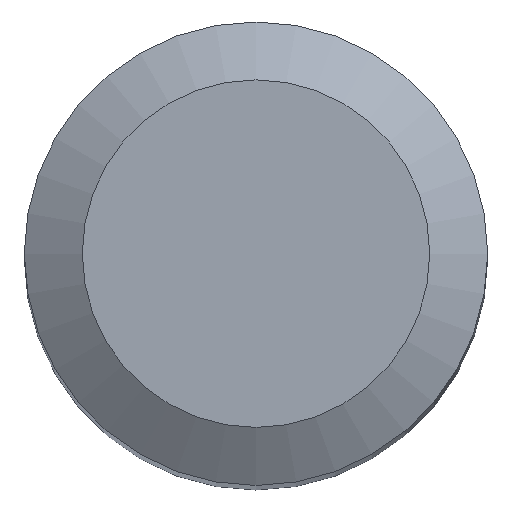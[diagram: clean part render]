
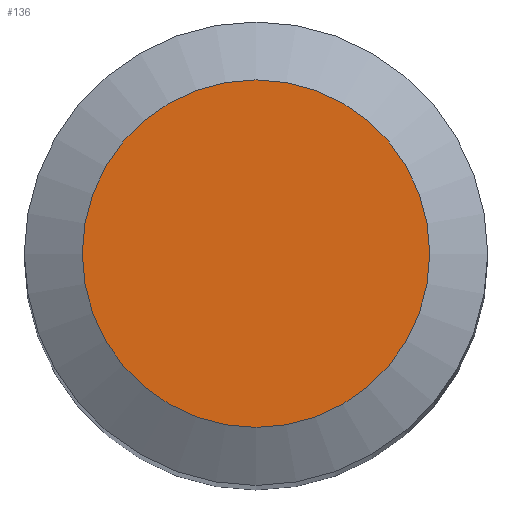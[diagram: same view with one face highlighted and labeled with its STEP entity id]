
A CAD part, top view. The second image highlights one B-rep face of the part: STEP entity #136.
In plain terms, the highlighted planar face has unit normal (0, 0, 1).
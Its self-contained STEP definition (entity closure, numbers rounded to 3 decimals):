
#136=ADVANCED_FACE('',(#191),#175,.T.);
#175=PLANE('',#808);
#191=FACE_OUTER_BOUND('',#220,.T.);
#220=EDGE_LOOP('',(#363));
#363=ORIENTED_EDGE('',*,*,#649,.T.);
#569=VERTEX_POINT('',#1116);
#649=EDGE_CURVE('',#569,#569,#746,.T.);
#746=CIRCLE('',#807,2.998);
#807=AXIS2_PLACEMENT_3D('',#1115,#886,#887);
#808=AXIS2_PLACEMENT_3D('',#1117,#888,#889);
#886=DIRECTION('',(0.,0.,1.));
#887=DIRECTION('',(1.,0.,0.));
#888=DIRECTION('',(0.,0.,1.));
#889=DIRECTION('',(-1.,0.,0.));
#1115=CARTESIAN_POINT('',(0.,0.,0.));
#1116=CARTESIAN_POINT('',(2.998,0.,0.));
#1117=CARTESIAN_POINT('',(0.,2.5,0.));
